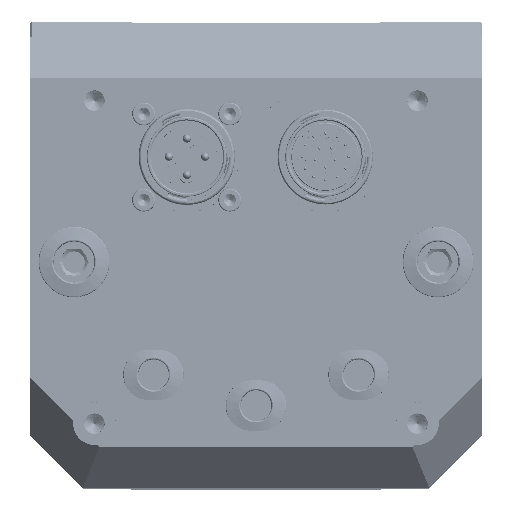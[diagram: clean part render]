
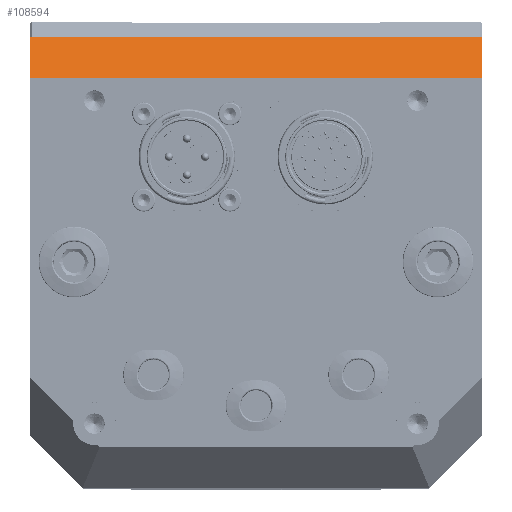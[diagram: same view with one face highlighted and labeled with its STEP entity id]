
A CAD part, top view. The second image highlights one B-rep face of the part: STEP entity #108594.
In plain terms, the highlighted planar face has unit normal (0, 0.707, 0.707).
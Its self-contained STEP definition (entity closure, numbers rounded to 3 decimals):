
#3049 = EDGE_CURVE ( 'NONE', #208960, #156037, #129973, .T. ) ;
#4047 = VECTOR ( 'NONE', #104110, 1000. ) ;
#30113 = CARTESIAN_POINT ( 'NONE',  ( 0., 36., 10. ) ) ;
#48407 = ORIENTED_EDGE ( 'NONE', *, *, #217849, .F. ) ;
#51509 = ORIENTED_EDGE ( 'NONE', *, *, #3049, .F. ) ;
#58262 = DIRECTION ( 'NONE',  ( 1., 0., 0. ) ) ;
#62904 = LINE ( 'NONE', #171439, #4047 ) ;
#69968 = DIRECTION ( 'NONE',  ( 1., 0., 0. ) ) ;
#70250 = DIRECTION ( 'NONE',  ( -1., 0., 0. ) ) ;
#72255 = ORIENTED_EDGE ( 'NONE', *, *, #196042, .F. ) ;
#72451 = DIRECTION ( 'NONE',  ( 0., -0.707, 0.707 ) ) ;
#75429 = ORIENTED_EDGE ( 'NONE', *, *, #202688, .F. ) ;
#78149 = CARTESIAN_POINT ( 'NONE',  ( 44., 44., 2. ) ) ;
#86770 = VECTOR ( 'NONE', #58262, 1000. ) ;
#89850 = PLANE ( 'NONE',  #113352 ) ;
#92683 = CARTESIAN_POINT ( 'NONE',  ( 44., 36., 10. ) ) ;
#104110 = DIRECTION ( 'NONE',  ( 0., 0.707, -0.707 ) ) ;
#108594 = ADVANCED_FACE ( 'NONE', ( #190899 ), #89850, .T. ) ;
#113352 = AXIS2_PLACEMENT_3D ( 'NONE', #30113, #170947, #69968 ) ;
#116438 = EDGE_LOOP ( 'NONE', ( #48407, #75429, #72255, #51509 ) ) ;
#119305 = LINE ( 'NONE', #78149, #86770 ) ;
#120801 = CARTESIAN_POINT ( 'NONE',  ( 44., 44., 2. ) ) ;
#129973 = LINE ( 'NONE', #209761, #216043 ) ;
#132224 = CARTESIAN_POINT ( 'NONE',  ( 44., 36., 10. ) ) ;
#156037 = VERTEX_POINT ( 'NONE', #231600 ) ;
#168195 = LINE ( 'NONE', #132224, #213793 ) ;
#170947 = DIRECTION ( 'NONE',  ( 0., 0.707, 0.707 ) ) ;
#171439 = CARTESIAN_POINT ( 'NONE',  ( -44., 36., 10. ) ) ;
#189677 = VERTEX_POINT ( 'NONE', #120801 ) ;
#190899 = FACE_OUTER_BOUND ( 'NONE', #116438, .T. ) ;
#196042 = EDGE_CURVE ( 'NONE', #156037, #248321, #62904, .T. ) ;
#202688 = EDGE_CURVE ( 'NONE', #248321, #189677, #119305, .T. ) ;
#208960 = VERTEX_POINT ( 'NONE', #92683 ) ;
#209761 = CARTESIAN_POINT ( 'NONE',  ( -44., 36., 10. ) ) ;
#213793 = VECTOR ( 'NONE', #72451, 1000. ) ;
#216043 = VECTOR ( 'NONE', #70250, 1000. ) ;
#217849 = EDGE_CURVE ( 'NONE', #189677, #208960, #168195, .T. ) ;
#231600 = CARTESIAN_POINT ( 'NONE',  ( -44., 36., 10. ) ) ;
#248321 = VERTEX_POINT ( 'NONE', #259082 ) ;
#259082 = CARTESIAN_POINT ( 'NONE',  ( -44., 44., 2. ) ) ;
